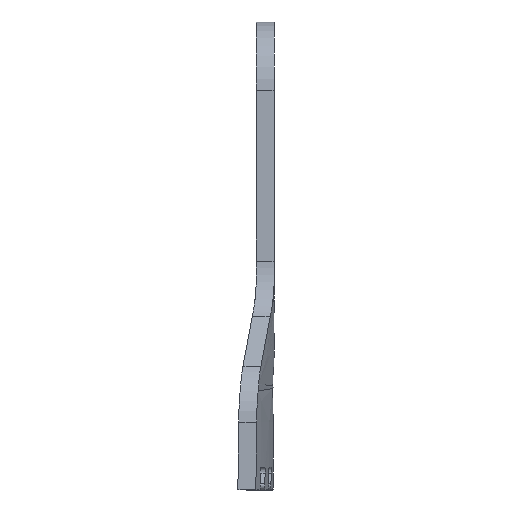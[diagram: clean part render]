
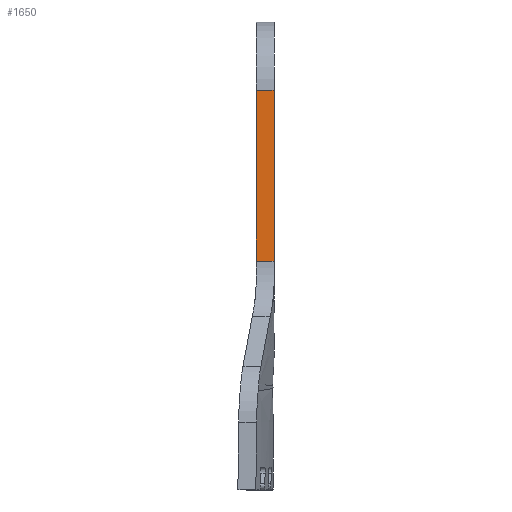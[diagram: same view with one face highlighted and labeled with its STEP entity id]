
A CAD part, left-side view. The second image highlights one B-rep face of the part: STEP entity #1650.
In plain terms, the highlighted planar face has unit normal (-1, 0, 0).
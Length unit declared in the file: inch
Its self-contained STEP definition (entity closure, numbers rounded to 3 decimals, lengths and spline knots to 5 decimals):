
#254=FACE_OUTER_BOUND('',#342,.T.);
#342=EDGE_LOOP('',(#1081,#1082,#1083,#1084));
#445=LINE('',#2222,#539);
#446=LINE('',#2224,#540);
#447=LINE('',#2226,#541);
#448=LINE('',#2227,#542);
#539=VECTOR('',#1887,0.3937);
#540=VECTOR('',#1888,0.3937);
#541=VECTOR('',#1889,0.3937);
#542=VECTOR('',#1890,0.3937);
#633=VERTEX_POINT('',#2220);
#634=VERTEX_POINT('',#2221);
#635=VERTEX_POINT('',#2223);
#636=VERTEX_POINT('',#2225);
#813=EDGE_CURVE('',#633,#634,#445,.T.);
#814=EDGE_CURVE('',#633,#635,#446,.T.);
#815=EDGE_CURVE('',#636,#635,#447,.T.);
#816=EDGE_CURVE('',#634,#636,#448,.T.);
#1081=ORIENTED_EDGE('',*,*,#813,.F.);
#1082=ORIENTED_EDGE('',*,*,#814,.T.);
#1083=ORIENTED_EDGE('',*,*,#815,.F.);
#1084=ORIENTED_EDGE('',*,*,#816,.F.);
#1614=PLANE('',#1760);
#1650=ADVANCED_FACE('',(#254),#1614,.T.);
#1760=AXIS2_PLACEMENT_3D('',#2219,#1885,#1886);
#1885=DIRECTION('center_axis',(-1.,0.,0.));
#1886=DIRECTION('ref_axis',(0.,-1.,0.));
#1887=DIRECTION('',(0.,1.,0.));
#1888=DIRECTION('',(0.,0.,1.));
#1889=DIRECTION('',(0.,-1.,0.));
#1890=DIRECTION('',(0.,0.,1.));
#2219=CARTESIAN_POINT('Origin',(-2.,-0.0533,14.));
#2220=CARTESIAN_POINT('',(-2.,-0.44703,14.76384));
#2221=CARTESIAN_POINT('',(-2.,-0.0533,14.76384));
#2222=CARTESIAN_POINT('',(-2.,0.13421,14.76384));
#2223=CARTESIAN_POINT('',(-2.,-0.44703,18.5));
#2224=CARTESIAN_POINT('',(-2.,-0.44703,14.));
#2225=CARTESIAN_POINT('',(-2.,-0.0533,18.5));
#2226=CARTESIAN_POINT('',(-2.,-0.15173,18.5));
#2227=CARTESIAN_POINT('',(-2.,-0.0533,14.));
